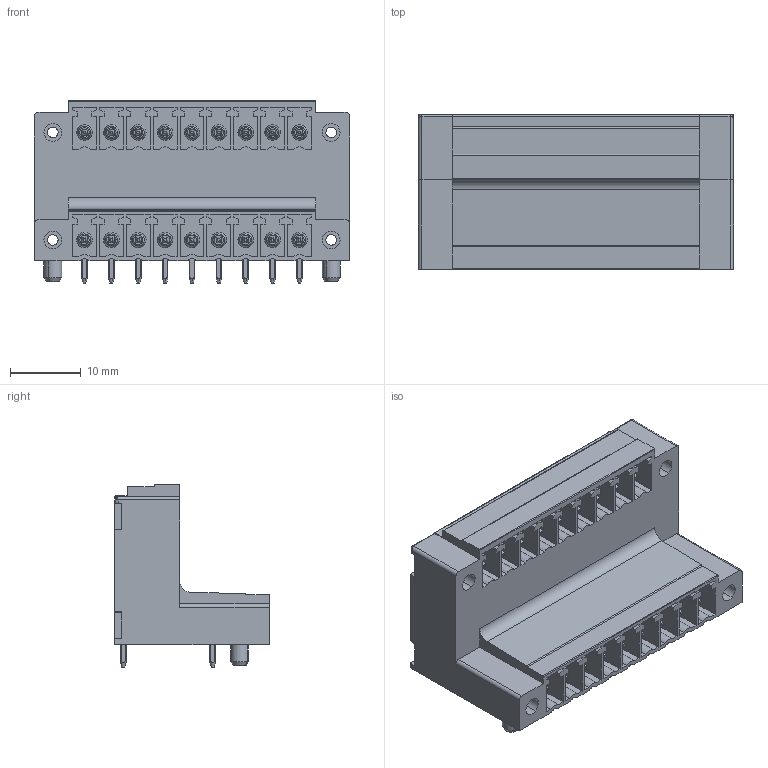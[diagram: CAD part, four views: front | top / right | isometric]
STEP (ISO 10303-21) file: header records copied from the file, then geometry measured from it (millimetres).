
FILE_DESCRIPTION(('CATIA V5 STEP Exchange','CAx-IF Rec.Pracs.--- Model Styling and Organization---1.2---2011-12-15'),'2;1');
FILE_NAME ('D1447254_0', '2018-10-15T06:05:25+00:00', ('none'), ('Weidmueller'), 'CATIA Version 5-6 Release 2014', 'CATIA V5 STEP AP214', 'none');
FILE_SCHEMA(('AUTOMOTIVE_DESIGN { 1 0 10303 214 1 1 1 1 }'));
Length unit declared in the file: millimetre
Products named in the file (1): 1033010000
Bounding box: 44.68 x 21.9 x 25.9 mm (x, y, z)
Volume: 8703.2 mm3; surface area: 10784.9 mm2
Topology: 19 solids, 19 shells, 1276 faces, 3476 edges, 2282 vertices
Faces by surface type: plane 782, cylinder 340, cone 98, torus 36, revolution 18, bspline 2
Entity records: 39950 total; most frequent: CARTESIAN_POINT 11003, ORIENTED_EDGE 6948, DIRECTION 4214, EDGE_CURVE 3474, VECTOR 2400, LINE 2400, VERTEX_POINT 2282, EDGE_LOOP 1366
